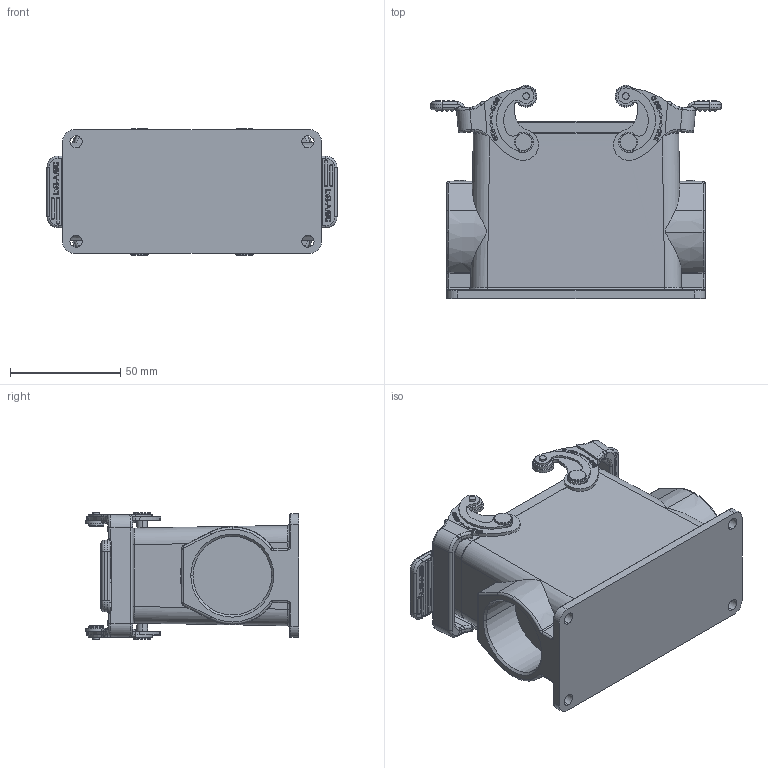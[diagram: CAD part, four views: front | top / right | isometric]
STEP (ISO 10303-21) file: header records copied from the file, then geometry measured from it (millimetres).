
FILE_DESCRIPTION(/* description */ (''),/* implementation_level */ '2;1');
FILE_NAME(/* name */ '3D_1120162415012_H16B-MSFH-2L_SC-PG29_V1.0.stp',/* time_stamp */ '2024-03-19T16:44:52+08:00',/* author */ (''),/* organization */ (''),/* preprocessor_version */ 'ST-DEVELOPER v18.1',/* originating_system */ 'SIEMENS PLM Software NX 1980',/* authorisation */ '');
FILE_SCHEMA (('AUTOMOTIVE_DESIGN { 1 0 10303 214 3 1 1 1 }'));
Products named in the file (1): 3D_1110162415005_H16B-MSFH-2L_SC-M40_V1.0 - 副本_
stp
Bounding box: 131.4 x 96.5 x 57.5 mm (x, y, z)
Volume: 159178.1 mm3; surface area: 69233.3 mm2
Topology: 1 solids, 1 shells, 1480 faces, 4005 edges, 2639 vertices
Faces by surface type: plane 699, cylinder 459, torus 106, extrusion 83, bspline 50, cone 45, sphere 38
Full cylindrical faces by diameter (mm): 32 x1
Entity records: 62414 total; most frequent: CARTESIAN_POINT 18779, ORIENTED_EDGE 7914, DIRECTION 6798, EDGE_CURVE 3957, VERTEX_POINT 2637, AXIS2_PLACEMENT_3D 2416, VECTOR 1966, LINE 1883
